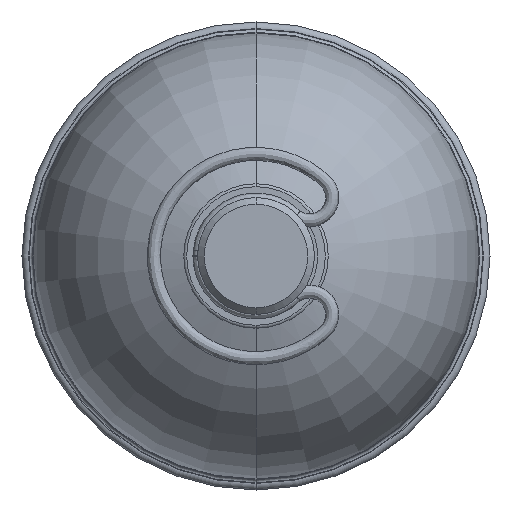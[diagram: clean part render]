
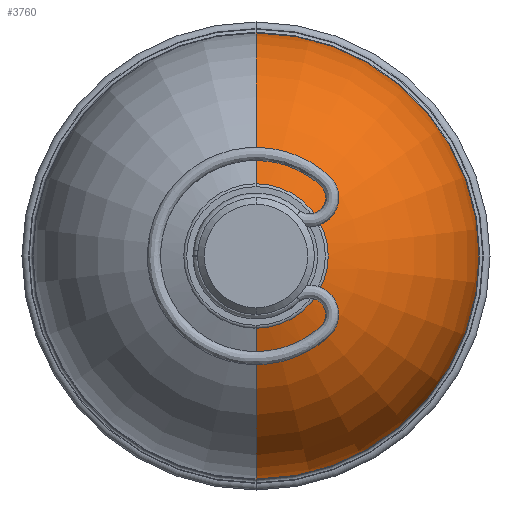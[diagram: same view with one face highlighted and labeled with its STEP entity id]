
A CAD part, front view. The second image highlights one B-rep face of the part: STEP entity #3760.
In plain terms, the highlighted toroidal (fillet/blend) face has major radius 1.587 mm and minor radius 24.13 mm.
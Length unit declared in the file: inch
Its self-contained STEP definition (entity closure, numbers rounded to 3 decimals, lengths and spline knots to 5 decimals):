
#216 = CIRCLE ( 'NONE', #4168, 0.95 ) ;
#246 = EDGE_CURVE ( 'NONE', #484, #287, #3353, .T. ) ;
#287 = VERTEX_POINT ( 'NONE', #1606 ) ;
#414 = VERTEX_POINT ( 'NONE', #3032 ) ;
#449 = CARTESIAN_POINT ( 'NONE',  ( 0., -2.625, -0.328 ) ) ;
#458 = DIRECTION ( 'NONE',  ( 1., 0., 0. ) ) ;
#484 = VERTEX_POINT ( 'NONE', #449 ) ;
#601 = AXIS2_PLACEMENT_3D ( 'NONE', #4344, #4375, #4360 ) ;
#720 = CIRCLE ( 'NONE', #1893, 0.95 ) ;
#733 = EDGE_LOOP ( 'NONE', ( #2100, #2160, #2164, #2222 ) ) ;
#1066 = FACE_OUTER_BOUND ( 'NONE', #733, .T. ) ;
#1129 = TOROIDAL_SURFACE ( 'NONE', #2957, 0.0625, 0.95 ) ;
#1287 = VERTEX_POINT ( 'NONE', #4031 ) ;
#1606 = CARTESIAN_POINT ( 'NONE',  ( 0., -2.625, 0.328 ) ) ;
#1659 = DIRECTION ( 'NONE',  ( 0., 1., 0. ) ) ;
#1815 = DIRECTION ( 'NONE',  ( -1., 0., 0. ) ) ;
#1893 = AXIS2_PLACEMENT_3D ( 'NONE', #2494, #458, #2811 ) ;
#2080 = AXIS2_PLACEMENT_3D ( 'NONE', #3691, #1659, #4062 ) ;
#2100 = ORIENTED_EDGE ( 'NONE', *, *, #4319, .F. ) ;
#2142 = EDGE_CURVE ( 'NONE', #414, #287, #720, .T. ) ;
#2160 = ORIENTED_EDGE ( 'NONE', *, *, #2142, .T. ) ;
#2164 = ORIENTED_EDGE ( 'NONE', *, *, #246, .F. ) ;
#2222 = ORIENTED_EDGE ( 'NONE', *, *, #2726, .F. ) ;
#2285 = DIRECTION ( 'NONE',  ( 0., 0., -1. ) ) ;
#2494 = CARTESIAN_POINT ( 'NONE',  ( 0., -1.71285, 0.0625 ) ) ;
#2726 = EDGE_CURVE ( 'NONE', #1287, #484, #216, .T. ) ;
#2811 = DIRECTION ( 'NONE',  ( 0., 0., -1. ) ) ;
#2957 = AXIS2_PLACEMENT_3D ( 'NONE', #4020, #4351, #2285 ) ;
#3032 = CARTESIAN_POINT ( 'NONE',  ( 0., -1.71285, 1.0125 ) ) ;
#3353 = CIRCLE ( 'NONE', #601, 0.328 ) ;
#3691 = CARTESIAN_POINT ( 'NONE',  ( 0., -1.71285, 0. ) ) ;
#3760 = ADVANCED_FACE ( 'NONE', ( #1066 ), #1129, .T. ) ;
#3883 = CARTESIAN_POINT ( 'NONE',  ( 0., -1.71285, -0.0625 ) ) ;
#4020 = CARTESIAN_POINT ( 'NONE',  ( 0., -1.71285, 0. ) ) ;
#4031 = CARTESIAN_POINT ( 'NONE',  ( 0., -1.71285, -1.0125 ) ) ;
#4062 = DIRECTION ( 'NONE',  ( 0., 0., -1. ) ) ;
#4168 = AXIS2_PLACEMENT_3D ( 'NONE', #3883, #1815, #4238 ) ;
#4176 = CIRCLE ( 'NONE', #2080, 1.0125 ) ;
#4238 = DIRECTION ( 'NONE',  ( 0., 0., 1. ) ) ;
#4319 = EDGE_CURVE ( 'NONE', #414, #1287, #4176, .T. ) ;
#4344 = CARTESIAN_POINT ( 'NONE',  ( 0., -2.625, 0. ) ) ;
#4351 = DIRECTION ( 'NONE',  ( 0., -1., 0. ) ) ;
#4360 = DIRECTION ( 'NONE',  ( 0., 0., 1. ) ) ;
#4375 = DIRECTION ( 'NONE',  ( 0., -1., 0. ) ) ;
